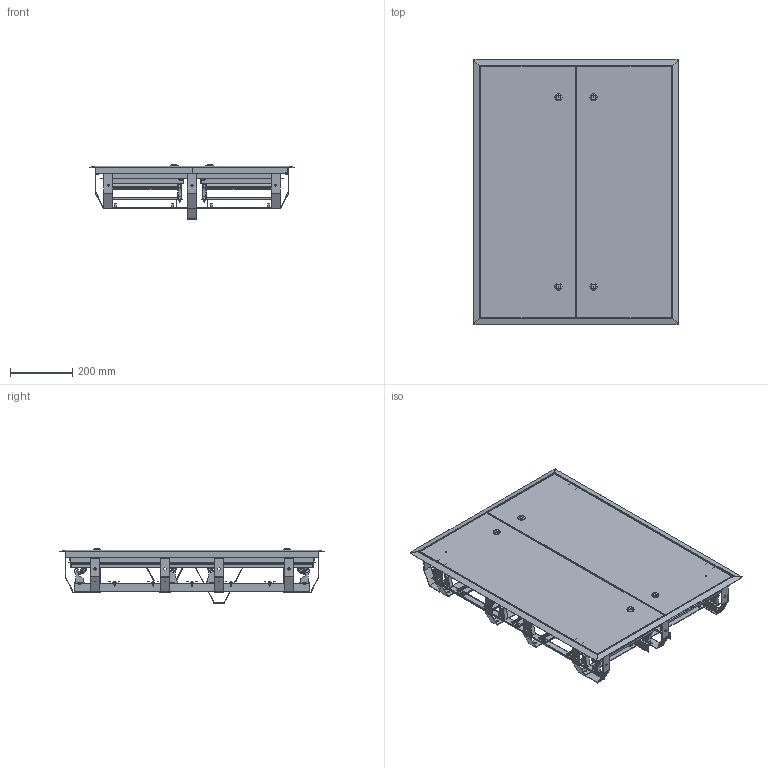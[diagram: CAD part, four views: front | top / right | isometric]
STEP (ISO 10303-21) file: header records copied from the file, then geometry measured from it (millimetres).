
FILE_DESCRIPTION (( 'STEP AP214' ), '1' );
FILE_NAME ('ÙÐâ-120.STEP', '2021-04-08T08:18:40', ( '' ), ( '' ), 'SwSTEP 2.0', 'SolidWorks 2017', '' );
FILE_SCHEMA (( 'AUTOMOTIVE_DESIGN' ));
Length unit declared in the file: millimetre
Products named in the file (19): 栺鍣罻_櫇襛醂1,5 洵; Óñèëèòåëü âåðòèêàëüíûé ñðåäíèé_¢¥àâ¨ª « æ¥­âà «ì­ë©; �������� ������������_���-120; ��������_���-120; Panel_剞ｭ-120; Óñèëèòåëü ãîðèçîíòàëüíûé; DIN-Reika_18 ｢箘ｬ箘｢; Óñèëèòåëü ãîðèçîíòàëüíûé_623ìì_£®à¨§®­â « 2å; Dver_Universal_剞ｭ-120; ������� ���������_���-120; Klipsa; Stoika Shin_‘â®©ª  ¤«ï è¨­; Óñèëèòåëü âåðòèêàëüíûé_¢¥àâ¨ª «; Stoika pan; ÙÐâ-120; Âèíò_ðåçüáîâûäàâëèâàþùèé_Œ4å9; ����������_���-120, 144; Support
Assembly tree (89 placements, depth 4):
  ÙÐâ-120
    �������� ������������_���-120
      ��������_���-120
      ����������_���-120, 144  x2
        Óñèëèòåëü ãîðèçîíòàëüíûé_623ìì_£®à¨§®­â « 2å
        Óñèëèòåëü âåðòèêàëüíûé_¢¥àâ¨ª «
        Óñèëèòåëü âåðòèêàëüíûé ñðåäíèé_¢¥àâ¨ª « æ¥­âà «ì­ë©
      Óñèëèòåëü ãîðèçîíòàëüíûé_623ìì_£®à¨§®­â « 2å  x2
      Óñèëèòåëü ãîðèçîíòàëüíûé  x2
    ������� ���������_���-120  x4
    Panel_剞ｭ-120  x2
      Panel_剞ｭ-120
      Klipsa
      Stoika pan
    Stoika Shin_‘â®©ª  ¤«ï è¨­  x8
    Support  x6
    栺鍣罻_櫇襛醂1,5 洵  x4
    Dver_Universal_剞ｭ-120  x2
    DIN-Reika_18 ｢箘ｬ箘｢  x11
    Âèíò_ðåçüáîâûäàâëèâàþùèé_Œ4å9  x22
Bounding box: 662.2 x 855.2 x 175.47 mm (x, y, z)
Volume: 2576295.3 mm3; surface area: 4176612.5 mm2
Topology: 114 solids, 114 shells, 6550 faces, 16840 edges, 10600 vertices
Faces by surface type: plane 3718, cylinder 1484, bspline 636, torus 348, sphere 204, cone 160
Entity records: 35361 total; most frequent: CARTESIAN_POINT 7798, ORIENTED_EDGE 5510, DIRECTION 5436, EDGE_CURVE 2755, VECTOR 1970, LINE 1970, VERTEX_POINT 1777, AXIS2_PLACEMENT_3D 1733
